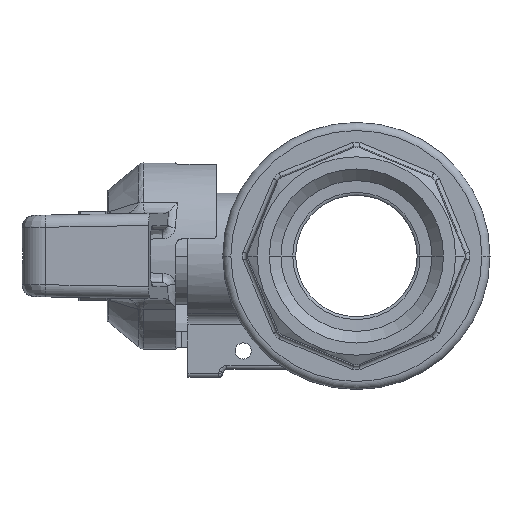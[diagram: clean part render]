
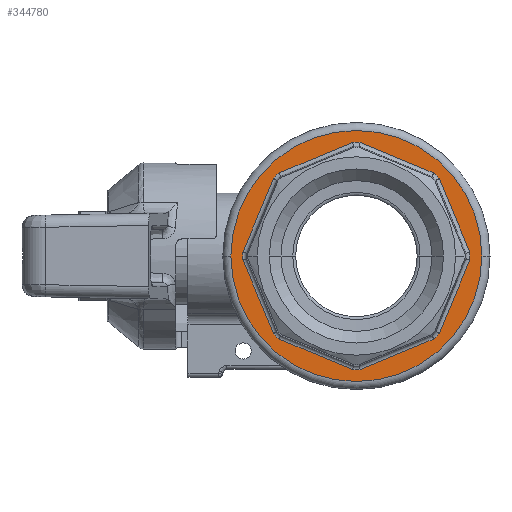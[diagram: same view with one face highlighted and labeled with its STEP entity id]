
A CAD part, left-side view. The second image highlights one B-rep face of the part: STEP entity #344780.
In plain terms, the highlighted face is planar.
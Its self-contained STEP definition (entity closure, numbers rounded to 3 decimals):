
#41370=CARTESIAN_POINT('',(17.,-9.59,
-10.236));
#41380=VERTEX_POINT('',#41370);
#42070=CARTESIAN_POINT('',(17.,-0.456,
-14.019));
#42080=VERTEX_POINT('',#42070);
#42110=CARTESIAN_POINT('',(17.,0.,
-14.208));
#42120=DIRECTION('',(0.,0.924,
-0.383));
#42130=VECTOR('',#42120,1.);
#42140=LINE('',#42110,#42130);
#42150=EDGE_CURVE('',#41380,#42080,#42140,.T.);
#44910=CARTESIAN_POINT('',(17.,10.236,
-9.59));
#44920=VERTEX_POINT('',#44910);
#45590=CARTESIAN_POINT('',(17.,14.019,
-0.456));
#45600=VERTEX_POINT('',#45590);
#45630=CARTESIAN_POINT('',(17.,14.208,
0.));
#45640=DIRECTION('',(0.,0.383,
0.924));
#45650=VECTOR('',#45640,1.);
#45660=LINE('',#45630,#45650);
#45670=EDGE_CURVE('',#44920,#45600,#45660,.T.);
#46300=CARTESIAN_POINT('',(17.,0.456,
-14.019));
#46310=VERTEX_POINT('',#46300);
#46340=CARTESIAN_POINT('',(17.,0.,
0.));
#46350=DIRECTION('',(-1.,0.,0.));
#46360=DIRECTION('',(0.,-1.,0.));
#46370=AXIS2_PLACEMENT_3D('',#46340,#46350,#46360);
#46380=CIRCLE('',#46370,14.027);
#46390=EDGE_CURVE('',#46310,#42080,#46380,.T.);
#46530=CARTESIAN_POINT('',(17.,0.,
0.));
#46540=DIRECTION('',(-1.,0.,0.));
#46550=DIRECTION('',(0.,-1.,0.));
#46560=AXIS2_PLACEMENT_3D('',#46530,#46540,#46550);
#46570=CIRCLE('',#46560,14.027);
#46580=CARTESIAN_POINT('',(17.,-10.236,
-9.59));
#46590=VERTEX_POINT('',#46580);
#46600=EDGE_CURVE('',#41380,#46590,#46570,.T.);
#47930=CARTESIAN_POINT('',(17.,9.59,
10.236));
#47940=VERTEX_POINT('',#47930);
#47990=CARTESIAN_POINT('',(17.,0.,
0.));
#48000=DIRECTION('',(-1.,0.,0.));
#48010=DIRECTION('',(0.,-1.,0.));
#48020=AXIS2_PLACEMENT_3D('',#47990,#48000,#48010);
#48030=CIRCLE('',#48020,14.027);
#48040=CARTESIAN_POINT('',(17.,10.236,
9.59));
#48050=VERTEX_POINT('',#48040);
#48060=EDGE_CURVE('',#47940,#48050,#48030,.T.);
#50300=CARTESIAN_POINT('',(17.,-10.236,
9.59));
#50310=VERTEX_POINT('',#50300);
#50360=CARTESIAN_POINT('',(17.,0.,
0.));
#50370=DIRECTION('',(-1.,0.,0.));
#50380=DIRECTION('',(0.,-1.,0.));
#50390=AXIS2_PLACEMENT_3D('',#50360,#50370,#50380);
#50400=CIRCLE('',#50390,14.027);
#50410=CARTESIAN_POINT('',(17.,-9.59,
10.236));
#50420=VERTEX_POINT('',#50410);
#50430=EDGE_CURVE('',#50310,#50420,#50400,.T.);
#52910=CARTESIAN_POINT('',(17.,-14.019,
-0.456));
#52920=VERTEX_POINT('',#52910);
#52950=CARTESIAN_POINT('',(17.,0.,
0.));
#52960=DIRECTION('',(-1.,0.,0.));
#52970=DIRECTION('',(0.,-1.,0.));
#52980=AXIS2_PLACEMENT_3D('',#52950,#52960,#52970);
#52990=CIRCLE('',#52980,14.027);
#53000=CARTESIAN_POINT('',(17.,-14.019,
0.456));
#53010=VERTEX_POINT('',#53000);
#53020=EDGE_CURVE('',#52920,#53010,#52990,.T.);
#54340=CARTESIAN_POINT('',(17.,0.456,
14.019));
#54350=VERTEX_POINT('',#54340);
#54380=CARTESIAN_POINT('',(17.,0.,
14.208));
#54390=DIRECTION('',(0.,-0.924,
0.383));
#54400=VECTOR('',#54390,1.);
#54410=LINE('',#54380,#54400);
#54420=EDGE_CURVE('',#47940,#54350,#54410,.T.);
#57690=CARTESIAN_POINT('',(17.,14.019,
0.456));
#57700=VERTEX_POINT('',#57690);
#57750=CARTESIAN_POINT('',(17.,14.208,
0.));
#57760=DIRECTION('',(0.,-0.383,
0.924));
#57770=VECTOR('',#57760,1.);
#57780=LINE('',#57750,#57770);
#57790=EDGE_CURVE('',#57700,#48050,#57780,.T.);
#58440=CARTESIAN_POINT('',(17.,0.,
0.));
#58450=DIRECTION('',(-1.,0.,0.));
#58460=DIRECTION('',(0.,-1.,0.));
#58470=AXIS2_PLACEMENT_3D('',#58440,#58450,#58460);
#58480=CIRCLE('',#58470,14.027);
#58490=CARTESIAN_POINT('',(17.,9.59,
-10.236));
#58500=VERTEX_POINT('',#58490);
#58510=EDGE_CURVE('',#44920,#58500,#58480,.T.);
#59970=CARTESIAN_POINT('',(17.,0.,
-14.208));
#59980=DIRECTION('',(0.,0.924,
0.383));
#59990=VECTOR('',#59980,1.);
#60000=LINE('',#59970,#59990);
#60010=EDGE_CURVE('',#46310,#58500,#60000,.T.);
#264110=CARTESIAN_POINT('',(17.,0.,
0.));
#264120=DIRECTION('',(-1.,0.,0.));
#264130=DIRECTION('',(0.,-1.,0.));
#264140=AXIS2_PLACEMENT_3D('',#264110,#264120,#264130);
#264150=CIRCLE('',#264140,14.027);
#264160=EDGE_CURVE('',#57700,#45600,#264150,.T.);
#266930=CARTESIAN_POINT('',(17.,-14.208,
0.));
#266940=DIRECTION('',(0.,0.383,
-0.924));
#266950=VECTOR('',#266940,1.);
#266960=LINE('',#266930,#266950);
#266970=EDGE_CURVE('',#52920,#46590,#266960,.T.);
#276030=CARTESIAN_POINT('',(17.,-0.456,
14.019));
#276040=VERTEX_POINT('',#276030);
#276090=CARTESIAN_POINT('',(17.,0.,
14.208));
#276100=DIRECTION('',(0.,-0.924,
-0.383));
#276110=VECTOR('',#276100,1.);
#276120=LINE('',#276090,#276110);
#276130=EDGE_CURVE('',#276040,#50420,#276120,.T.);
#344180=CARTESIAN_POINT('',(17.,-14.208,
0.));
#344190=DIRECTION('',(0.,-0.383,
-0.924));
#344200=VECTOR('',#344190,1.);
#344210=LINE('',#344180,#344200);
#344220=EDGE_CURVE('',#50310,#53010,#344210,.T.);
#344280=CARTESIAN_POINT('',(17.,0.,
0.));
#344290=DIRECTION('',(-1.,0.,0.));
#344300=DIRECTION('',(0.,-1.,0.));
#344310=AXIS2_PLACEMENT_3D('',#344280,#344290,#344300);
#344320=CIRCLE('',#344310,14.027);
#344330=EDGE_CURVE('',#276040,#54350,#344320,.T.);
#344400=CARTESIAN_POINT('',(17.,-15.,0.))
;
#344410=DIRECTION('',(-1.,0.,0.));
#344420=DIRECTION('',(0.,-1.,0.));
#344430=AXIS2_PLACEMENT_3D('',#344400,#344410,#344420);
#344440=PLANE('',#344430);
#344450=CARTESIAN_POINT('',(17.,0.,
0.));
#344460=DIRECTION('',(-1.,0.,0.));
#344470=DIRECTION('',(0.,-1.,0.));
#344480=AXIS2_PLACEMENT_3D('',#344450,#344460,#344470);
#344490=CIRCLE('',#344480,15.5);
#344500=CARTESIAN_POINT('',(17.,-15.5,0.)
);
#344510=VERTEX_POINT('',#344500);
#344520=CARTESIAN_POINT('',(17.,15.5,0.))
;
#344530=VERTEX_POINT('',#344520);
#344540=EDGE_CURVE('',#344510,#344530,#344490,.T.);
#344550=ORIENTED_EDGE('',*,*,#344540,.F.);
#344560=EDGE_CURVE('',#344530,#344510,#344490,.T.);
#344570=ORIENTED_EDGE('',*,*,#344560,.F.);
#344580=EDGE_LOOP('',(#344570,#344550));
#344590=FACE_OUTER_BOUND('',#344580,.T.);
#344600=ORIENTED_EDGE('',*,*,#48060,.T.);
#344610=ORIENTED_EDGE('',*,*,#54420,.F.);
#344620=ORIENTED_EDGE('',*,*,#344330,.T.);
#344630=ORIENTED_EDGE('',*,*,#276130,.F.);
#344640=ORIENTED_EDGE('',*,*,#50430,.T.);
#344650=ORIENTED_EDGE('',*,*,#344220,.F.);
#344660=ORIENTED_EDGE('',*,*,#53020,.T.);
#344670=ORIENTED_EDGE('',*,*,#266970,.F.);
#344680=ORIENTED_EDGE('',*,*,#46600,.T.);
#344690=ORIENTED_EDGE('',*,*,#42150,.F.);
#344700=ORIENTED_EDGE('',*,*,#46390,.T.);
#344710=ORIENTED_EDGE('',*,*,#60010,.F.);
#344720=ORIENTED_EDGE('',*,*,#58510,.T.);
#344730=ORIENTED_EDGE('',*,*,#45670,.F.);
#344740=ORIENTED_EDGE('',*,*,#264160,.T.);
#344750=ORIENTED_EDGE('',*,*,#57790,.F.);
#344760=EDGE_LOOP('',(#344750,#344740,#344730,#344720,#344710,#344700,
#344690,#344680,#344670,#344660,#344650,#344640,#344630,#344620,#344610,
#344600));
#344770=FACE_BOUND('',#344760,.T.);
#344780=ADVANCED_FACE('',(#344590,#344770),#344440,.F.);
